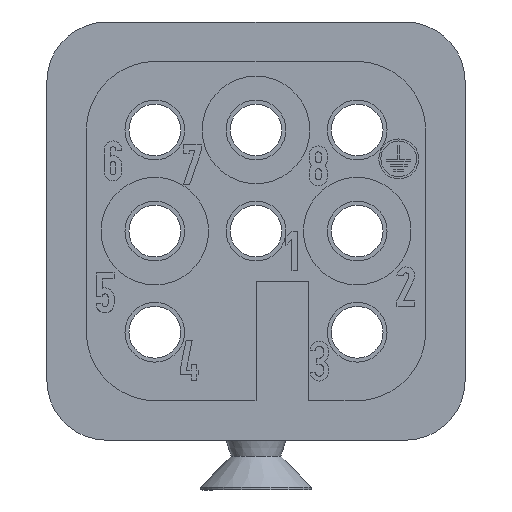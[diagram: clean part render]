
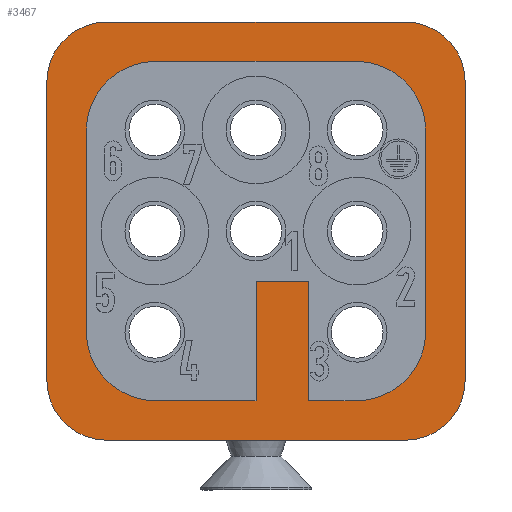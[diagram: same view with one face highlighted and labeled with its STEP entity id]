
A CAD part, front view. The second image highlights one B-rep face of the part: STEP entity #3467.
In plain terms, the highlighted planar face has unit normal (0, -1, 0).
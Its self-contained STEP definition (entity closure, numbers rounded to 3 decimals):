
#2533=CIRCLE('',#11955,3.);
#2717=CIRCLE('',#12454,3.5);
#2719=CIRCLE('',#12458,3.5);
#2721=CIRCLE('',#12464,3.5);
#2723=CIRCLE('',#12468,3.5);
#2757=CIRCLE('',#12551,3.);
#2758=CIRCLE('',#12554,3.);
#2759=CIRCLE('',#12557,3.);
#2932=FACE_BOUND('',#4856,.T.);
#2933=FACE_BOUND('',#4857,.T.);
#3467=ADVANCED_FACE('',(#2932,#2933),#3842,.T.);
#3842=PLANE('',#12560);
#4856=EDGE_LOOP('',(#7230,#7231,#7232,#7233,#7234,#7235,#7236,#7237,#7238,
#7239,#7240,#7241));
#4857=EDGE_LOOP('',(#7242,#7243,#7244,#7245,#7246,#7247,#7248,#7249));
#7230=ORIENTED_EDGE('',*,*,#9302,.T.);
#7231=ORIENTED_EDGE('',*,*,#9298,.T.);
#7232=ORIENTED_EDGE('',*,*,#9295,.T.);
#7233=ORIENTED_EDGE('',*,*,#9291,.T.);
#7234=ORIENTED_EDGE('',*,*,#9447,.T.);
#7235=ORIENTED_EDGE('',*,*,#9272,.T.);
#7236=ORIENTED_EDGE('',*,*,#9276,.T.);
#7237=ORIENTED_EDGE('',*,*,#9279,.T.);
#7238=ORIENTED_EDGE('',*,*,#9283,.T.);
#7239=ORIENTED_EDGE('',*,*,#9286,.T.);
#7240=ORIENTED_EDGE('',*,*,#9288,.T.);
#7241=ORIENTED_EDGE('',*,*,#9305,.T.);
#7242=ORIENTED_EDGE('',*,*,#9446,.F.);
#7243=ORIENTED_EDGE('',*,*,#8492,.T.);
#7244=ORIENTED_EDGE('',*,*,#9435,.T.);
#7245=ORIENTED_EDGE('',*,*,#9436,.T.);
#7246=ORIENTED_EDGE('',*,*,#9438,.T.);
#7247=ORIENTED_EDGE('',*,*,#9440,.T.);
#7248=ORIENTED_EDGE('',*,*,#9442,.T.);
#7249=ORIENTED_EDGE('',*,*,#9444,.T.);
#7553=VERTEX_POINT('',#16048);
#7554=VERTEX_POINT('',#16049);
#8093=VERTEX_POINT('',#17703);
#8094=VERTEX_POINT('',#17704);
#8097=VERTEX_POINT('',#17712);
#8099=VERTEX_POINT('',#17718);
#8102=VERTEX_POINT('',#17725);
#8103=VERTEX_POINT('',#17730);
#8105=VERTEX_POINT('',#17736);
#8107=VERTEX_POINT('',#17742);
#8108=VERTEX_POINT('',#17743);
#8111=VERTEX_POINT('',#17751);
#8113=VERTEX_POINT('',#17757);
#8116=VERTEX_POINT('',#17765);
#8205=VERTEX_POINT('',#18037);
#8206=VERTEX_POINT('',#18041);
#8207=VERTEX_POINT('',#18045);
#8208=VERTEX_POINT('',#18049);
#8209=VERTEX_POINT('',#18053);
#8210=VERTEX_POINT('',#18057);
#8492=EDGE_CURVE('',#7553,#7554,#2533,.T.);
#9272=EDGE_CURVE('',#8093,#8094,#2717,.T.);
#9276=EDGE_CURVE('',#8094,#8097,#10297,.T.);
#9279=EDGE_CURVE('',#8097,#8099,#2719,.T.);
#9283=EDGE_CURVE('',#8099,#8102,#10302,.T.);
#9286=EDGE_CURVE('',#8102,#8103,#10305,.T.);
#9288=EDGE_CURVE('',#8103,#8105,#10307,.T.);
#9291=EDGE_CURVE('',#8107,#8108,#2721,.T.);
#9295=EDGE_CURVE('',#8111,#8107,#10312,.T.);
#9298=EDGE_CURVE('',#8113,#8111,#2723,.T.);
#9302=EDGE_CURVE('',#8116,#8113,#10317,.T.);
#9305=EDGE_CURVE('',#8105,#8116,#10320,.T.);
#9435=EDGE_CURVE('',#7554,#8205,#10417,.T.);
#9436=EDGE_CURVE('',#8205,#8206,#2757,.T.);
#9438=EDGE_CURVE('',#8206,#8207,#10419,.T.);
#9440=EDGE_CURVE('',#8207,#8208,#2758,.T.);
#9442=EDGE_CURVE('',#8208,#8209,#10422,.T.);
#9444=EDGE_CURVE('',#8209,#8210,#2759,.T.);
#9446=EDGE_CURVE('',#7553,#8210,#10425,.T.);
#9447=EDGE_CURVE('',#8108,#8093,#10426,.T.);
#10297=LINE('',#17711,#11270);
#10302=LINE('',#17726,#11275);
#10305=LINE('',#17732,#11278);
#10307=LINE('',#17735,#11280);
#10312=LINE('',#17750,#11285);
#10317=LINE('',#17764,#11290);
#10320=LINE('',#17769,#11293);
#10417=LINE('',#18038,#11390);
#10419=LINE('',#18044,#11392);
#10422=LINE('',#18052,#11395);
#10425=LINE('',#18060,#11398);
#10426=LINE('',#18062,#11399);
#11270=VECTOR('',#14624,1.);
#11275=VECTOR('',#14637,1.);
#11278=VECTOR('',#14642,1.);
#11280=VECTOR('',#14646,1.);
#11285=VECTOR('',#14659,1.);
#11290=VECTOR('',#14672,1.);
#11293=VECTOR('',#14677,1.);
#11390=VECTOR('',#14930,1.);
#11392=VECTOR('',#14938,1.);
#11395=VECTOR('',#14947,1.);
#11398=VECTOR('',#14956,1.);
#11399=VECTOR('',#14959,1.);
#11955=AXIS2_PLACEMENT_3D('',#16047,#13026,#13027);
#12454=AXIS2_PLACEMENT_3D('',#17702,#14616,#14617);
#12458=AXIS2_PLACEMENT_3D('',#17717,#14629,#14630);
#12464=AXIS2_PLACEMENT_3D('',#17741,#14651,#14652);
#12468=AXIS2_PLACEMENT_3D('',#17756,#14664,#14665);
#12551=AXIS2_PLACEMENT_3D('',#18040,#14933,#14934);
#12554=AXIS2_PLACEMENT_3D('',#18048,#14942,#14943);
#12557=AXIS2_PLACEMENT_3D('',#18056,#14951,#14952);
#12560=AXIS2_PLACEMENT_3D('',#18063,#14960,#14961);
#13026=DIRECTION('',(0.,-1.,0.));
#13027=DIRECTION('',(-1.,0.,0.));
#14616=DIRECTION('',(0.,1.,0.));
#14617=DIRECTION('',(0.,0.,1.));
#14624=DIRECTION('',(0.,0.,-1.));
#14629=DIRECTION('',(0.,1.,0.));
#14630=DIRECTION('',(1.,0.,0.));
#14637=DIRECTION('',(-1.,0.,0.));
#14642=DIRECTION('',(0.,0.,1.));
#14646=DIRECTION('',(-1.,0.,0.));
#14651=DIRECTION('',(0.,1.,0.));
#14652=DIRECTION('',(-1.,0.,0.));
#14659=DIRECTION('',(0.,0.,1.));
#14664=DIRECTION('',(0.,1.,0.));
#14665=DIRECTION('',(0.,0.,-1.));
#14672=DIRECTION('',(-1.,0.,0.));
#14677=DIRECTION('',(0.,0.,-1.));
#14930=DIRECTION('',(1.,0.,0.));
#14933=DIRECTION('',(0.,-1.,0.));
#14934=DIRECTION('',(0.,0.,-1.));
#14938=DIRECTION('',(0.,0.,1.));
#14942=DIRECTION('',(0.,-1.,0.));
#14943=DIRECTION('',(1.,0.,0.));
#14947=DIRECTION('',(-1.,0.,0.));
#14951=DIRECTION('',(0.,-1.,0.));
#14952=DIRECTION('',(0.,0.,1.));
#14956=DIRECTION('',(0.,0.,1.));
#14959=DIRECTION('',(1.,0.,0.));
#14960=DIRECTION('',(0.,-1.,0.));
#14961=DIRECTION('',(-1.,0.,0.));
#16047=CARTESIAN_POINT('',(-7.5,12.9,-7.5));
#16048=CARTESIAN_POINT('',(-10.5,12.9,-7.5));
#16049=CARTESIAN_POINT('',(-7.5,12.9,-10.5));
#17702=CARTESIAN_POINT('',(5.025,12.9,5.025));
#17703=CARTESIAN_POINT('',(5.025,12.9,8.525));
#17704=CARTESIAN_POINT('',(8.525,12.9,5.025));
#17711=CARTESIAN_POINT('',(8.525,12.9,5.025));
#17712=CARTESIAN_POINT('',(8.525,12.9,-5.025));
#17717=CARTESIAN_POINT('',(5.025,12.9,-5.025));
#17718=CARTESIAN_POINT('',(5.025,12.9,-8.525));
#17725=CARTESIAN_POINT('',(2.65,12.9,-8.525));
#17726=CARTESIAN_POINT('',(5.025,12.9,-8.525));
#17730=CARTESIAN_POINT('',(2.65,12.9,-2.525));
#17732=CARTESIAN_POINT('',(2.65,12.9,-8.525));
#17735=CARTESIAN_POINT('',(2.65,12.9,-2.525));
#17736=CARTESIAN_POINT('',(0.,12.9,-2.525));
#17741=CARTESIAN_POINT('',(-5.025,12.9,5.025));
#17742=CARTESIAN_POINT('',(-8.525,12.9,5.025));
#17743=CARTESIAN_POINT('',(-5.025,12.9,8.525));
#17750=CARTESIAN_POINT('',(-8.525,12.9,-5.025));
#17751=CARTESIAN_POINT('',(-8.525,12.9,-5.025));
#17756=CARTESIAN_POINT('',(-5.025,12.9,-5.025));
#17757=CARTESIAN_POINT('',(-5.025,12.9,-8.525));
#17764=CARTESIAN_POINT('',(0.,12.9,-8.525));
#17765=CARTESIAN_POINT('',(0.,12.9,-8.525));
#17769=CARTESIAN_POINT('',(0.,12.9,-2.525));
#18037=CARTESIAN_POINT('',(7.5,12.9,-10.5));
#18038=CARTESIAN_POINT('',(-7.5,12.9,-10.5));
#18040=CARTESIAN_POINT('',(7.5,12.9,-7.5));
#18041=CARTESIAN_POINT('',(10.5,12.9,-7.5));
#18044=CARTESIAN_POINT('',(10.5,12.9,-7.5));
#18045=CARTESIAN_POINT('',(10.5,12.9,7.5));
#18048=CARTESIAN_POINT('',(7.5,12.9,7.5));
#18049=CARTESIAN_POINT('',(7.5,12.9,10.5));
#18052=CARTESIAN_POINT('',(7.5,12.9,10.5));
#18053=CARTESIAN_POINT('',(-7.5,12.9,10.5));
#18056=CARTESIAN_POINT('',(-7.5,12.9,7.5));
#18057=CARTESIAN_POINT('',(-10.5,12.9,7.5));
#18060=CARTESIAN_POINT('',(-10.5,12.9,-7.5));
#18062=CARTESIAN_POINT('',(-5.025,12.9,8.525));
#18063=CARTESIAN_POINT('',(11.125,12.9,11.125));
